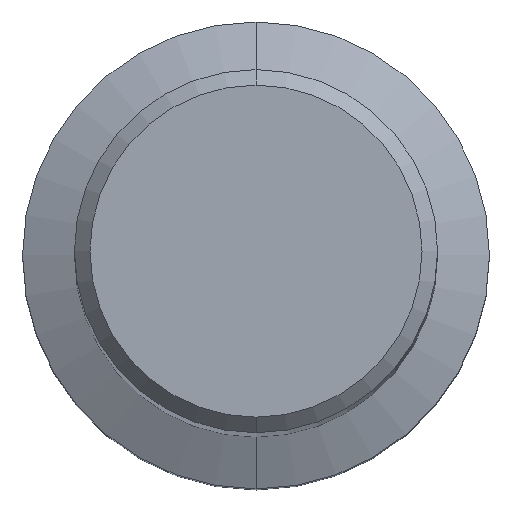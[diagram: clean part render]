
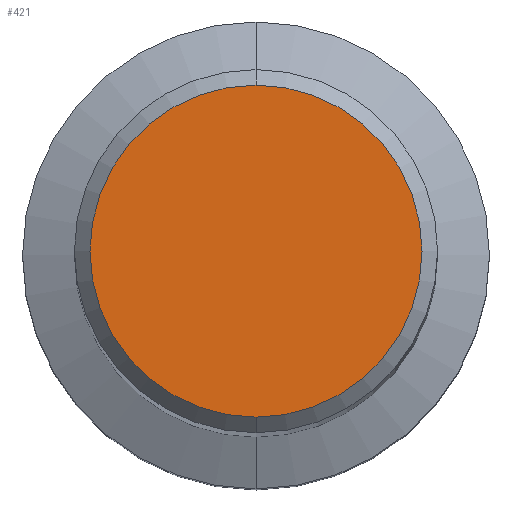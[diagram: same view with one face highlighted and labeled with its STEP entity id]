
A CAD part, top view. The second image highlights one B-rep face of the part: STEP entity #421.
In plain terms, the highlighted planar face has unit normal (0, 0, 1).
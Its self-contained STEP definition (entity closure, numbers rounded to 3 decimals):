
#215=EDGE_CURVE('',#489,#345,#573,.T.);
#345=VERTEX_POINT('',#715);
#407=EDGE_CURVE('',#345,#489,#783,.T.);
#421=ADVANCED_FACE('',(#798),#799,.T.);
#489=VERTEX_POINT('',#876);
#573=CIRCLE('',#962,6.4);
#715=CARTESIAN_POINT('',(0.0,6.4,0.0));
#783=CIRCLE('',#1378,6.4);
#798=FACE_OUTER_BOUND('',#1409,.T.);
#799=PLANE('',#1410);
#876=CARTESIAN_POINT('',(0.,-6.4,0.0));
#962=AXIS2_PLACEMENT_3D('',#1734,#1735,#1736);
#1378=AXIS2_PLACEMENT_3D('',#1943,#1944,#1945);
#1409=EDGE_LOOP('',(#1963,#1964));
#1410=AXIS2_PLACEMENT_3D('',#1965,#1966,#1967);
#1734=CARTESIAN_POINT('',(0.0,0.0,0.0));
#1735=DIRECTION('',(0.0,0.0,-1.0));
#1736=DIRECTION('',(0.0,1.0,0.0));
#1943=CARTESIAN_POINT('',(0.0,0.0,0.0));
#1944=DIRECTION('',(0.0,0.0,-1.0));
#1945=DIRECTION('',(0.0,1.0,0.0));
#1963=ORIENTED_EDGE('',*,*,#407,.F.);
#1964=ORIENTED_EDGE('',*,*,#215,.F.);
#1965=CARTESIAN_POINT('',(0.0,3.2,0.0));
#1966=DIRECTION('',(-0.0,0.0,1.0));
#1967=DIRECTION('',(0.0,-1.0,0.0));
